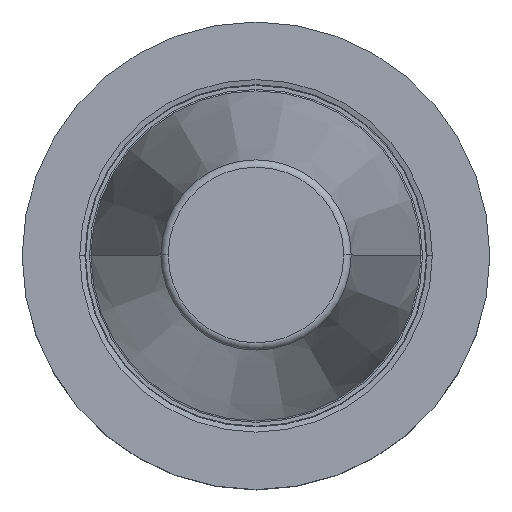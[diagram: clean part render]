
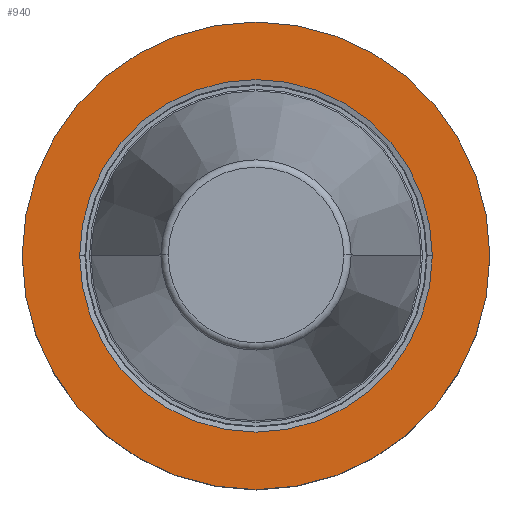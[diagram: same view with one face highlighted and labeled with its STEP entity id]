
A CAD part, top view. The second image highlights one B-rep face of the part: STEP entity #940.
In plain terms, the highlighted planar face has unit normal (0, 0, 1).
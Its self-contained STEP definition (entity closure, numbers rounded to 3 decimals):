
#113=CARTESIAN_POINT('',(0.,0.,-2.));
#114=DIRECTION('',(0.,0.,-1.));
#115=DIRECTION('',(1.,0.,0.));
#116=AXIS2_PLACEMENT_3D('',#113,#114,#115);
#121=CARTESIAN_POINT('',(0.,0.,-2.));
#122=DIRECTION('',(0.,0.,1.));
#123=DIRECTION('',(1.,0.,0.));
#124=AXIS2_PLACEMENT_3D('',#121,#122,#123);
#129=CARTESIAN_POINT('',(0.,0.,-2.));
#130=DIRECTION('',(0.,0.,1.));
#131=DIRECTION('',(1.,0.,0.));
#132=AXIS2_PLACEMENT_3D('',#129,#130,#131);
#137=CARTESIAN_POINT('',(0.,0.,-2.));
#138=DIRECTION('',(0.,0.,1.));
#139=DIRECTION('',(-1.,0.,0.));
#140=AXIS2_PLACEMENT_3D('',#137,#138,#139);
#765=CARTESIAN_POINT('',(31.5,0.,-2.));
#766=CARTESIAN_POINT('',(-31.5,0.,-2.));
#767=VERTEX_POINT('',#765);
#768=VERTEX_POINT('',#766);
#827=CARTESIAN_POINT('',(23.746,0.,-2.));
#828=VERTEX_POINT('',#827);
#831=CARTESIAN_POINT('',(-23.746,0.,-2.));
#832=VERTEX_POINT('',#831);
#925=CARTESIAN_POINT('',(0.,0.,-2.));
#926=DIRECTION('',(0.,0.,-1.));
#927=DIRECTION('',(-1.,0.,0.));
#928=AXIS2_PLACEMENT_3D('',#925,#926,#927);
#929=PLANE('',#928);
#930=ORIENTED_EDGE('',*,*,#846,.T.);
#931=ORIENTED_EDGE('',*,*,#905,.F.);
#932=EDGE_LOOP('',(#930,#931));
#933=FACE_OUTER_BOUND('',#932,.F.);
#935=ORIENTED_EDGE('',*,*,#934,.T.);
#937=ORIENTED_EDGE('',*,*,#936,.T.);
#938=EDGE_LOOP('',(#935,#937));
#939=FACE_BOUND('',#938,.F.);
#940=ADVANCED_FACE('',(#933,#939),#929,.F.);
#117=CIRCLE('',#116,31.5);
#125=CIRCLE('',#124,31.5);
#133=CIRCLE('',#132,23.746);
#141=CIRCLE('',#140,23.746);
#846=EDGE_CURVE('',#767,#768,#117,.T.);
#905=EDGE_CURVE('',#767,#768,#125,.T.);
#934=EDGE_CURVE('',#828,#832,#133,.T.);
#936=EDGE_CURVE('',#832,#828,#141,.T.);
